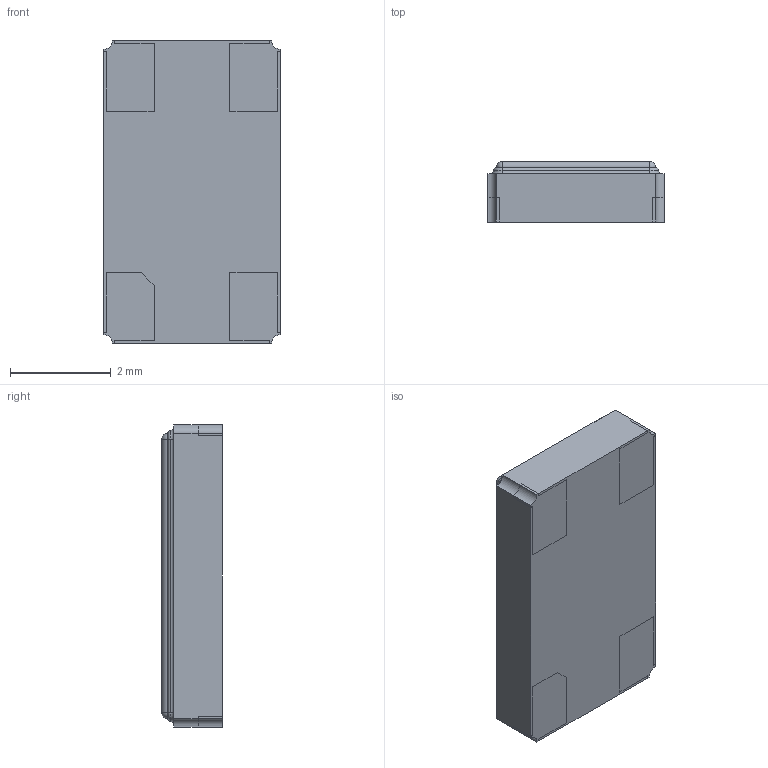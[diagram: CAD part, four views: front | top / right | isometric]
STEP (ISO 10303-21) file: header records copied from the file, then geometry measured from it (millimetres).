
FILE_DESCRIPTION (( 'STEP AP214' ), '1' );
FILE_NAME ('406I35S24M00000.STEP', '2022-12-22T04:52:17', ( '' ), ( '' ), 'SwSTEP 2.0', 'SolidWorks 2021', '' );
FILE_SCHEMA (( 'AUTOMOTIVE_DESIGN' ));
Length unit declared in the file: millimetre
Products named in the file (1): 406I35S24M00000
Bounding box: 3.5 x 1.2 x 6 mm (x, y, z)
Volume: 24.4 mm3; surface area: 164.6 mm2
Topology: 8 solids, 8 shells, 135 faces, 330 edges, 212 vertices
Faces by surface type: plane 75, cylinder 48, torus 12
Entity records: 4057 total; most frequent: DIRECTION 710, CARTESIAN_POINT 678, ORIENTED_EDGE 660, EDGE_CURVE 330, AXIS2_PLACEMENT_3D 244, LINE 222, VECTOR 222, VERTEX_POINT 212
